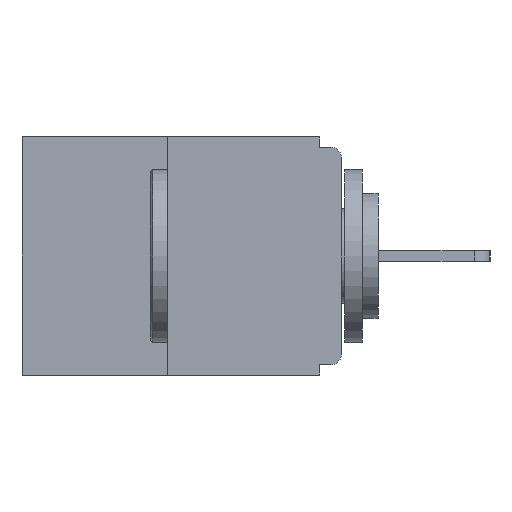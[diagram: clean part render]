
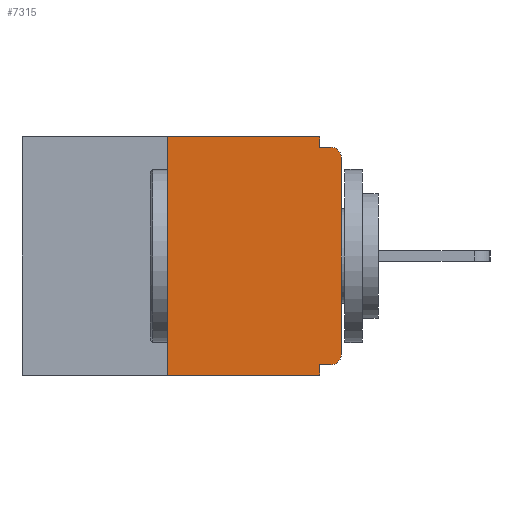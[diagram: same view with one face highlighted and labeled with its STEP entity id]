
A CAD part, left-side view. The second image highlights one B-rep face of the part: STEP entity #7315.
In plain terms, the highlighted planar face has unit normal (-1, 0, 0).
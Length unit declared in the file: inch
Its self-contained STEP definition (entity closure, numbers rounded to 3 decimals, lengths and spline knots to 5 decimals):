
#164 = CARTESIAN_POINT ( 'NONE',  ( 0., 0.031, -0.343 ) ) ;
#247 = ORIENTED_EDGE ( 'NONE', *, *, #5245, .T. ) ;
#837 = CARTESIAN_POINT ( 'NONE',  ( 0., 0.015, -0.015 ) ) ;
#890 = DIRECTION ( 'NONE',  ( 0., 0., -1. ) ) ;
#896 = CARTESIAN_POINT ( 'NONE',  ( 0., 0., -0.313 ) ) ;
#913 = CARTESIAN_POINT ( 'NONE',  ( 0., 0.031, -0.015 ) ) ;
#1186 = ORIENTED_EDGE ( 'NONE', *, *, #2465, .F. ) ;
#1234 = VECTOR ( 'NONE', #12298, 39.37008 ) ;
#1322 = DIRECTION ( 'NONE',  ( 0., 0., -1. ) ) ;
#1351 = ORIENTED_EDGE ( 'NONE', *, *, #10144, .F. ) ;
#1392 = DIRECTION ( 'NONE',  ( -1., 0., 0. ) ) ;
#1749 = VERTEX_POINT ( 'NONE', #164 ) ;
#2400 = DIRECTION ( 'NONE',  ( 0., 0., -1. ) ) ;
#2465 = EDGE_CURVE ( 'NONE', #6246, #4437, #11288, .T. ) ;
#2532 = ORIENTED_EDGE ( 'NONE', *, *, #2620, .T. ) ;
#2620 = EDGE_CURVE ( 'NONE', #5318, #1749, #4325, .T. ) ;
#2964 = VECTOR ( 'NONE', #6360, 39.37008 ) ;
#3290 = CARTESIAN_POINT ( 'NONE',  ( 0., 0., -0.328 ) ) ;
#3731 = VECTOR ( 'NONE', #1322, 39.37008 ) ;
#4175 = VECTOR ( 'NONE', #4408, 39.37008 ) ;
#4325 = LINE ( 'NONE', #11173, #11493 ) ;
#4408 = DIRECTION ( 'NONE',  ( 0., 1., 0. ) ) ;
#4437 = VERTEX_POINT ( 'NONE', #12080 ) ;
#4503 = LINE ( 'NONE', #8496, #6454 ) ;
#4582 = LINE ( 'NONE', #10270, #3731 ) ;
#4870 = CARTESIAN_POINT ( 'NONE',  ( 0., 0.25, -0.343 ) ) ;
#4922 = ORIENTED_EDGE ( 'NONE', *, *, #8103, .F. ) ;
#5050 = ORIENTED_EDGE ( 'NONE', *, *, #11421, .T. ) ;
#5245 = EDGE_CURVE ( 'NONE', #8758, #7639, #5772, .T. ) ;
#5318 = VERTEX_POINT ( 'NONE', #4870 ) ;
#5469 = CARTESIAN_POINT ( 'NONE',  ( 0., 0., -0.03 ) ) ;
#5472 = VECTOR ( 'NONE', #890, 39.37008 ) ;
#5643 = DIRECTION ( 'NONE',  ( 0., 0., 1. ) ) ;
#5772 = LINE ( 'NONE', #8718, #12369 ) ;
#6246 = VERTEX_POINT ( 'NONE', #8030 ) ;
#6323 = CARTESIAN_POINT ( 'NONE',  ( 0., 0.015, -0.03 ) ) ;
#6360 = DIRECTION ( 'NONE',  ( 0., -1., 0. ) ) ;
#6454 = VECTOR ( 'NONE', #7405, 39.37008 ) ;
#6669 = AXIS2_PLACEMENT_3D ( 'NONE', #7962, #10722, #12884 ) ;
#6937 = AXIS2_PLACEMENT_3D ( 'NONE', #7259, #9198, #2400 ) ;
#6983 = VERTEX_POINT ( 'NONE', #9724 ) ;
#7056 = LINE ( 'NONE', #10800, #5472 ) ;
#7259 = CARTESIAN_POINT ( 'NONE',  ( 0., 0.015, -0.313 ) ) ;
#7291 = DIRECTION ( 'NONE',  ( 0., -1., 0. ) ) ;
#7315 = ADVANCED_FACE ( 'NONE', ( #8927 ), #7889, .F. ) ;
#7349 = CARTESIAN_POINT ( 'NONE',  ( 0., 0.46, 0. ) ) ;
#7405 = DIRECTION ( 'NONE',  ( 0., -1., 0. ) ) ;
#7639 = VERTEX_POINT ( 'NONE', #5469 ) ;
#7889 = PLANE ( 'NONE',  #6669 ) ;
#7962 = CARTESIAN_POINT ( 'NONE',  ( 0., 0.46, 0. ) ) ;
#8030 = CARTESIAN_POINT ( 'NONE',  ( 0., 0.25, 0. ) ) ;
#8103 = EDGE_CURVE ( 'NONE', #4437, #8169, #4582, .T. ) ;
#8169 = VERTEX_POINT ( 'NONE', #913 ) ;
#8332 = LINE ( 'NONE', #12427, #1234 ) ;
#8496 = CARTESIAN_POINT ( 'NONE',  ( 0., 0., -0.015 ) ) ;
#8713 = ORIENTED_EDGE ( 'NONE', *, *, #8998, .F. ) ;
#8718 = CARTESIAN_POINT ( 'NONE',  ( 0., 0., 0. ) ) ;
#8758 = VERTEX_POINT ( 'NONE', #896 ) ;
#8927 = FACE_OUTER_BOUND ( 'NONE', #11259, .T. ) ;
#8998 = EDGE_CURVE ( 'NONE', #5318, #6246, #8332, .T. ) ;
#9198 = DIRECTION ( 'NONE',  ( -1., 0., 0. ) ) ;
#9614 = CIRCLE ( 'NONE', #12715, 0.015 ) ;
#9724 = CARTESIAN_POINT ( 'NONE',  ( 0., 0.031, -0.328 ) ) ;
#10144 = EDGE_CURVE ( 'NONE', #11391, #6983, #11314, .T. ) ;
#10172 = EDGE_CURVE ( 'NONE', #7639, #10740, #9614, .T. ) ;
#10270 = CARTESIAN_POINT ( 'NONE',  ( 0., 0.031, 0. ) ) ;
#10722 = DIRECTION ( 'NONE',  ( 1., 0., 0. ) ) ;
#10740 = VERTEX_POINT ( 'NONE', #837 ) ;
#10773 = ORIENTED_EDGE ( 'NONE', *, *, #10172, .T. ) ;
#10800 = CARTESIAN_POINT ( 'NONE',  ( 0., 0.031, -0.343 ) ) ;
#10859 = CIRCLE ( 'NONE', #6937, 0.015 ) ;
#11173 = CARTESIAN_POINT ( 'NONE',  ( 0., 0.46, -0.343 ) ) ;
#11259 = EDGE_LOOP ( 'NONE', ( #1186, #8713, #2532, #12322, #1351, #5050, #247, #10773, #11715, #4922 ) ) ;
#11288 = LINE ( 'NONE', #7349, #2964 ) ;
#11314 = LINE ( 'NONE', #3290, #4175 ) ;
#11335 = EDGE_CURVE ( 'NONE', #6983, #1749, #7056, .T. ) ;
#11391 = VERTEX_POINT ( 'NONE', #11931 ) ;
#11421 = EDGE_CURVE ( 'NONE', #11391, #8758, #10859, .T. ) ;
#11493 = VECTOR ( 'NONE', #7291, 39.37008 ) ;
#11715 = ORIENTED_EDGE ( 'NONE', *, *, #12245, .F. ) ;
#11931 = CARTESIAN_POINT ( 'NONE',  ( 0., 0.015, -0.328 ) ) ;
#12080 = CARTESIAN_POINT ( 'NONE',  ( 0., 0.031, 0. ) ) ;
#12236 = DIRECTION ( 'NONE',  ( 0., 0., -1. ) ) ;
#12245 = EDGE_CURVE ( 'NONE', #8169, #10740, #4503, .T. ) ;
#12298 = DIRECTION ( 'NONE',  ( 0., 0., 1. ) ) ;
#12322 = ORIENTED_EDGE ( 'NONE', *, *, #11335, .F. ) ;
#12369 = VECTOR ( 'NONE', #5643, 39.37008 ) ;
#12427 = CARTESIAN_POINT ( 'NONE',  ( 0., 0.25, 0. ) ) ;
#12715 = AXIS2_PLACEMENT_3D ( 'NONE', #6323, #1392, #12236 ) ;
#12884 = DIRECTION ( 'NONE',  ( 0., 0., -1. ) ) ;
